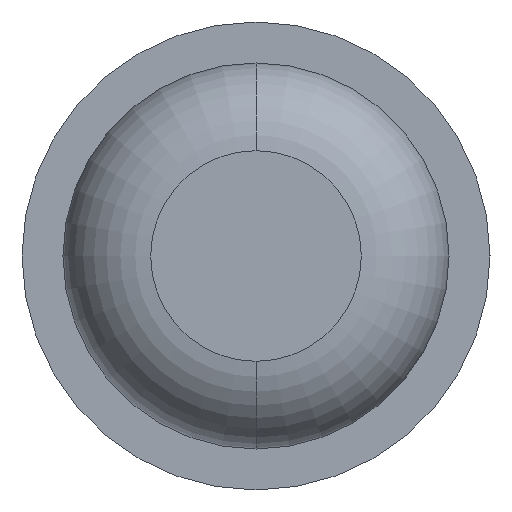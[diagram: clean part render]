
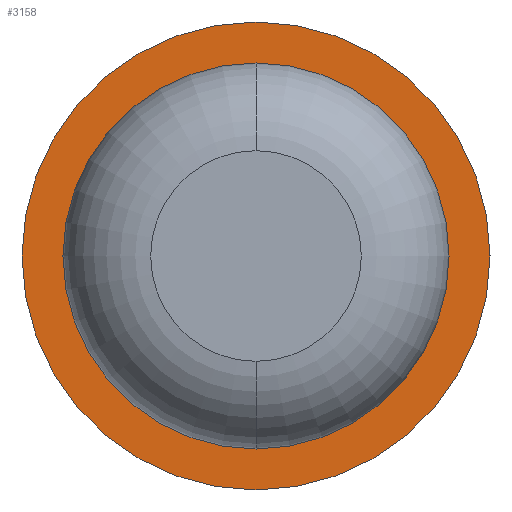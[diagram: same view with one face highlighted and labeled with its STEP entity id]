
A CAD part, front view. The second image highlights one B-rep face of the part: STEP entity #3158.
In plain terms, the highlighted planar face has unit normal (0, -1, 0).
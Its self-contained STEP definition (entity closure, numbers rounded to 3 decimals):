
#136 = FACE_BOUND ( 'NONE', #4247, .T. ) ;
#148 = DIRECTION ( 'NONE',  ( 0., -1., 0. ) ) ;
#185 = AXIS2_PLACEMENT_3D ( 'NONE', #1403, #3958, #1772 ) ;
#317 = CARTESIAN_POINT ( 'NONE',  ( 0., -3., 1. ) ) ;
#376 = ORIENTED_EDGE ( 'NONE', *, *, #3360, .F. ) ;
#447 = DIRECTION ( 'NONE',  ( 0., 0., -1. ) ) ;
#475 = DIRECTION ( 'NONE',  ( 0., -1., 0. ) ) ;
#575 = CARTESIAN_POINT ( 'NONE',  ( 0., -3., -0.825 ) ) ;
#654 = EDGE_CURVE ( 'Defeature ausgef�hrt1_5+Defeature ausgef�hrt1_4+Defeature ausgef�hrt1_4+Defeature ausgef�hrt1_4', #2198, #2652, #1964, .T. ) ;
#1181 = CARTESIAN_POINT ( 'NONE',  ( 0., -3., 0. ) ) ;
#1186 = AXIS2_PLACEMENT_3D ( 'NONE', #1539, #475, #2314 ) ;
#1198 = EDGE_CURVE ( 'Defeature ausgef�hrt1_1+Defeature ausgef�hrt1_4+Defeature ausgef�hrt1_4+Defeature ausgef�hrt1_4', #3044, #4062, #1995, .T. ) ;
#1403 = CARTESIAN_POINT ( 'NONE',  ( -1., -3., 0. ) ) ;
#1465 = CIRCLE ( 'NONE', #4300, 1. ) ;
#1539 = CARTESIAN_POINT ( 'NONE',  ( 0., -3., 0. ) ) ;
#1571 = DIRECTION ( 'NONE',  ( 0., 1., 0. ) ) ;
#1772 = DIRECTION ( 'NONE',  ( 0., 0., -1. ) ) ;
#1774 = ORIENTED_EDGE ( 'NONE', *, *, #1979, .F. ) ;
#1873 = CIRCLE ( 'NONE', #3133, 0.825 ) ;
#1964 = CIRCLE ( 'NONE', #3666, 1. ) ;
#1979 = EDGE_CURVE ( 'Defeature ausgef�hrt1_1+Defeature ausgef�hrt1_4+Defeature ausgef�hrt1_4+Defeature ausgef�hrt1_4', #4062, #3044, #1873, .T. ) ;
#1980 = FACE_OUTER_BOUND ( 'NONE', #2919, .T. ) ;
#1995 = CIRCLE ( 'NONE', #1186, 0.825 ) ;
#2068 = CARTESIAN_POINT ( 'NONE',  ( 0., -3., 0.825 ) ) ;
#2198 = VERTEX_POINT ( 'NONE', #317 ) ;
#2314 = DIRECTION ( 'NONE',  ( 0., 0., -1. ) ) ;
#2475 = ORIENTED_EDGE ( 'NONE', *, *, #654, .F. ) ;
#2652 = VERTEX_POINT ( 'NONE', #2945 ) ;
#2679 = DIRECTION ( 'NONE',  ( 0., 0., 1. ) ) ;
#2919 = EDGE_LOOP ( 'NONE', ( #2475, #376 ) ) ;
#2945 = CARTESIAN_POINT ( 'NONE',  ( 0., -3., -1. ) ) ;
#3043 = CARTESIAN_POINT ( 'NONE',  ( 0., -3., 0. ) ) ;
#3044 = VERTEX_POINT ( 'NONE', #2068 ) ;
#3133 = AXIS2_PLACEMENT_3D ( 'NONE', #3043, #148, #447 ) ;
#3158 = ADVANCED_FACE ( 'Defeature ausgef�hrt1_4', ( #136, #1980 ), #3598, .T. ) ;
#3360 = EDGE_CURVE ( 'Defeature ausgef�hrt1_5+Defeature ausgef�hrt1_4+Defeature ausgef�hrt1_4+Defeature ausgef�hrt1_4', #2652, #2198, #1465, .T. ) ;
#3574 = ORIENTED_EDGE ( 'NONE', *, *, #1198, .F. ) ;
#3598 = PLANE ( 'NONE',  #185 ) ;
#3666 = AXIS2_PLACEMENT_3D ( 'NONE', #1181, #1571, #2679 ) ;
#3958 = DIRECTION ( 'NONE',  ( 0., -1., 0. ) ) ;
#4062 = VERTEX_POINT ( 'NONE', #575 ) ;
#4092 = CARTESIAN_POINT ( 'NONE',  ( 0., -3., 0. ) ) ;
#4135 = DIRECTION ( 'NONE',  ( 0., 0., 1. ) ) ;
#4247 = EDGE_LOOP ( 'NONE', ( #3574, #1774 ) ) ;
#4300 = AXIS2_PLACEMENT_3D ( 'NONE', #4092, #4463, #4135 ) ;
#4463 = DIRECTION ( 'NONE',  ( 0., 1., 0. ) ) ;
